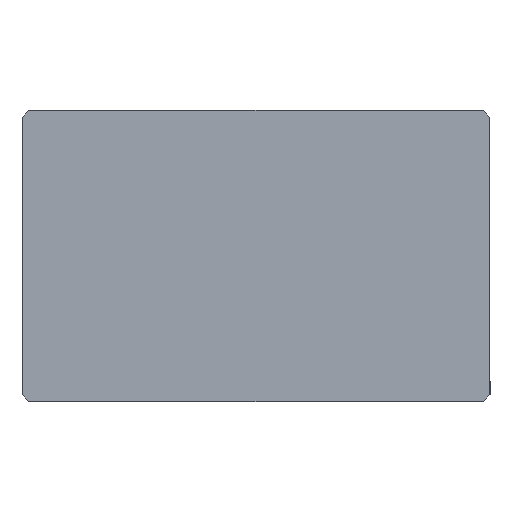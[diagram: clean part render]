
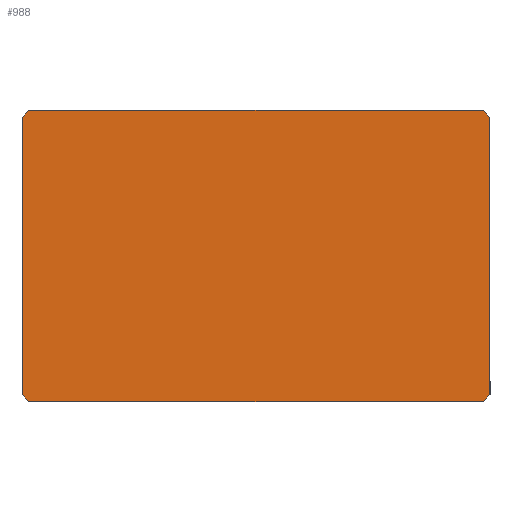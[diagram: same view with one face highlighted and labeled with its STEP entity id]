
A CAD part, front view. The second image highlights one B-rep face of the part: STEP entity #988.
In plain terms, the highlighted planar face has unit normal (0, -1, 0).
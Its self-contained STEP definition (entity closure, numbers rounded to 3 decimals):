
#89 = LINE ( 'NONE', #2663, #3600 ) ;
#168 = VERTEX_POINT ( 'NONE', #3092 ) ;
#175 = ORIENTED_EDGE ( 'NONE', *, *, #2863, .T. ) ;
#185 = VERTEX_POINT ( 'NONE', #2827 ) ;
#334 = CARTESIAN_POINT ( 'NONE',  ( -67.5, 0., 42. ) ) ;
#484 = VERTEX_POINT ( 'NONE', #1463 ) ;
#522 = VECTOR ( 'NONE', #610, 1000. ) ;
#546 = PLANE ( 'NONE',  #2615 ) ;
#608 = LINE ( 'NONE', #3208, #3616 ) ;
#610 = DIRECTION ( 'NONE',  ( -0.707, 0., -0.707 ) ) ;
#611 = DIRECTION ( 'NONE',  ( 1., 0., 0. ) ) ;
#616 = DIRECTION ( 'NONE',  ( -0.707, 0., 0.707 ) ) ;
#628 = DIRECTION ( 'NONE',  ( 0., 0., 1. ) ) ;
#660 = CARTESIAN_POINT ( 'NONE',  ( 67.5, 0., -40. ) ) ;
#676 = ORIENTED_EDGE ( 'NONE', *, *, #2812, .F. ) ;
#797 = LINE ( 'NONE', #1758, #522 ) ;
#833 = LINE ( 'NONE', #1163, #1821 ) ;
#871 = DIRECTION ( 'NONE',  ( -1., 0., 0. ) ) ;
#907 = ORIENTED_EDGE ( 'NONE', *, *, #1326, .F. ) ;
#922 = VERTEX_POINT ( 'NONE', #2234 ) ;
#988 = ADVANCED_FACE ( 'NONE', ( #3536 ), #546, .F. ) ;
#1163 = CARTESIAN_POINT ( 'NONE',  ( -67.5, 0., -40. ) ) ;
#1202 = CARTESIAN_POINT ( 'NONE',  ( 0., 0., 0. ) ) ;
#1254 = EDGE_CURVE ( 'NONE', #922, #3083, #2517, .T. ) ;
#1290 = LINE ( 'NONE', #2704, #3719 ) ;
#1326 = EDGE_CURVE ( 'NONE', #3296, #1560, #1290, .T. ) ;
#1406 = EDGE_CURVE ( 'NONE', #3296, #3083, #2738, .T. ) ;
#1415 = DIRECTION ( 'NONE',  ( 0., 1., 0. ) ) ;
#1449 = EDGE_CURVE ( 'NONE', #2779, #185, #1562, .T. ) ;
#1463 = CARTESIAN_POINT ( 'NONE',  ( 65.5, 0., -42. ) ) ;
#1560 = VERTEX_POINT ( 'NONE', #660 ) ;
#1562 = LINE ( 'NONE', #334, #2022 ) ;
#1743 = CARTESIAN_POINT ( 'NONE',  ( -67.5, 0., -40. ) ) ;
#1758 = CARTESIAN_POINT ( 'NONE',  ( -65.5, 0., 42. ) ) ;
#1821 = VECTOR ( 'NONE', #3181, 1000. ) ;
#1869 = ORIENTED_EDGE ( 'NONE', *, *, #2045, .T. ) ;
#2022 = VECTOR ( 'NONE', #3210, 1000. ) ;
#2031 = ORIENTED_EDGE ( 'NONE', *, *, #1449, .F. ) ;
#2045 = EDGE_CURVE ( 'NONE', #922, #185, #797, .T. ) ;
#2080 = EDGE_LOOP ( 'NONE', ( #2031, #175, #676, #2572, #907, #3204, #2194, #1869 ) ) ;
#2194 = ORIENTED_EDGE ( 'NONE', *, *, #1254, .F. ) ;
#2234 = CARTESIAN_POINT ( 'NONE',  ( -65.5, 0., 42. ) ) ;
#2355 = CARTESIAN_POINT ( 'NONE',  ( 67.5, 0., 40. ) ) ;
#2363 = CARTESIAN_POINT ( 'NONE',  ( 67.5, 0., 42. ) ) ;
#2461 = CARTESIAN_POINT ( 'NONE',  ( 65.5, 0., 42. ) ) ;
#2517 = LINE ( 'NONE', #2363, #3248 ) ;
#2572 = ORIENTED_EDGE ( 'NONE', *, *, #3761, .T. ) ;
#2615 = AXIS2_PLACEMENT_3D ( 'NONE', #1202, #1415, #628 ) ;
#2663 = CARTESIAN_POINT ( 'NONE',  ( 65.5, 0., -42. ) ) ;
#2704 = CARTESIAN_POINT ( 'NONE',  ( 67.5, 0., 42. ) ) ;
#2738 = LINE ( 'NONE', #2355, #2933 ) ;
#2760 = CARTESIAN_POINT ( 'NONE',  ( 67.5, 0., 40. ) ) ;
#2779 = VERTEX_POINT ( 'NONE', #1743 ) ;
#2812 = EDGE_CURVE ( 'NONE', #484, #168, #608, .T. ) ;
#2827 = CARTESIAN_POINT ( 'NONE',  ( -67.5, 0., 40. ) ) ;
#2863 = EDGE_CURVE ( 'NONE', #2779, #168, #833, .T. ) ;
#2933 = VECTOR ( 'NONE', #616, 1000. ) ;
#2989 = DIRECTION ( 'NONE',  ( 0.707, 0., 0.707 ) ) ;
#3083 = VERTEX_POINT ( 'NONE', #2461 ) ;
#3092 = CARTESIAN_POINT ( 'NONE',  ( -65.5, 0., -42. ) ) ;
#3181 = DIRECTION ( 'NONE',  ( 0.707, 0., -0.707 ) ) ;
#3204 = ORIENTED_EDGE ( 'NONE', *, *, #1406, .T. ) ;
#3208 = CARTESIAN_POINT ( 'NONE',  ( 67.5, 0., -42. ) ) ;
#3210 = DIRECTION ( 'NONE',  ( 0., 0., 1. ) ) ;
#3248 = VECTOR ( 'NONE', #611, 1000. ) ;
#3296 = VERTEX_POINT ( 'NONE', #2760 ) ;
#3536 = FACE_OUTER_BOUND ( 'NONE', #2080, .T. ) ;
#3584 = DIRECTION ( 'NONE',  ( 0., 0., -1. ) ) ;
#3600 = VECTOR ( 'NONE', #2989, 1000. ) ;
#3616 = VECTOR ( 'NONE', #871, 1000. ) ;
#3719 = VECTOR ( 'NONE', #3584, 1000. ) ;
#3761 = EDGE_CURVE ( 'NONE', #484, #1560, #89, .T. ) ;
